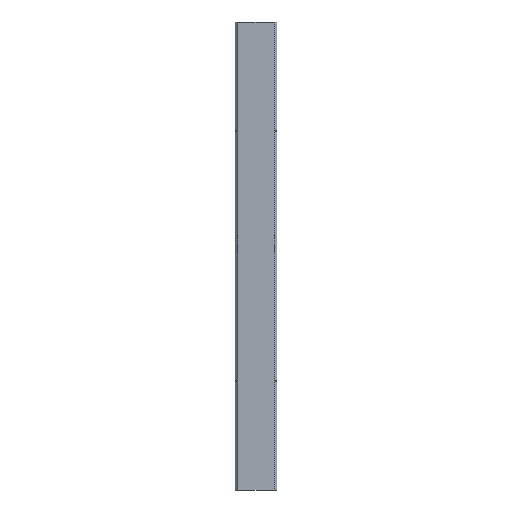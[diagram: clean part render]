
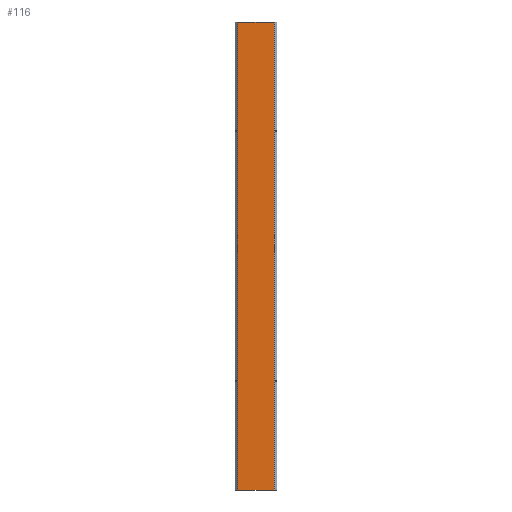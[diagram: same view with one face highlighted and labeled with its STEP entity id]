
A CAD part, front view. The second image highlights one B-rep face of the part: STEP entity #116.
In plain terms, the highlighted planar face has unit normal (0, -1, 0).
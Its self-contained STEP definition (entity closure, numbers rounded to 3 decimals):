
#19 = EDGE_CURVE ( 'NONE', #1157, #594, #991, .T. ) ;
#31 = CARTESIAN_POINT ( 'NONE',  ( -118., 0., -1500. ) ) ;
#87 = LINE ( 'NONE', #659, #1176 ) ;
#113 = CARTESIAN_POINT ( 'NONE',  ( -118., 0., 1500. ) ) ;
#116 = ADVANCED_FACE ( 'NONE', ( #537 ), #588, .T. ) ;
#117 = DIRECTION ( 'NONE',  ( 0., 0., -1. ) ) ;
#119 = ORIENTED_EDGE ( 'NONE', *, *, #465, .T. ) ;
#144 = ORIENTED_EDGE ( 'NONE', *, *, #769, .F. ) ;
#210 = CARTESIAN_POINT ( 'NONE',  ( 117.379, 0., -1500. ) ) ;
#253 = CARTESIAN_POINT ( 'NONE',  ( -118., 0., 1500. ) ) ;
#288 = VECTOR ( 'NONE', #687, 1000. ) ;
#295 = VERTEX_POINT ( 'NONE', #621 ) ;
#308 = VECTOR ( 'NONE', #117, 1000. ) ;
#309 = DIRECTION ( 'NONE',  ( 0., -1., 0. ) ) ;
#312 = EDGE_CURVE ( 'NONE', #1157, #705, #530, .T. ) ;
#379 = DIRECTION ( 'NONE',  ( 0., 0., -1. ) ) ;
#465 = EDGE_CURVE ( 'NONE', #705, #295, #87, .T. ) ;
#530 = LINE ( 'NONE', #253, #737 ) ;
#537 = FACE_OUTER_BOUND ( 'NONE', #799, .T. ) ;
#553 = DIRECTION ( 'NONE',  ( 0., 0., -1. ) ) ;
#588 = PLANE ( 'NONE',  #651 ) ;
#594 = VERTEX_POINT ( 'NONE', #210 ) ;
#621 = CARTESIAN_POINT ( 'NONE',  ( -117.379, 0., -1500. ) ) ;
#651 = AXIS2_PLACEMENT_3D ( 'NONE', #113, #309, #553 ) ;
#659 = CARTESIAN_POINT ( 'NONE',  ( -117.379, 0., 1500. ) ) ;
#687 = DIRECTION ( 'NONE',  ( -1., 0., 0. ) ) ;
#705 = VERTEX_POINT ( 'NONE', #886 ) ;
#737 = VECTOR ( 'NONE', #900, 1000. ) ;
#769 = EDGE_CURVE ( 'NONE', #594, #295, #970, .T. ) ;
#794 = ORIENTED_EDGE ( 'NONE', *, *, #19, .F. ) ;
#799 = EDGE_LOOP ( 'NONE', ( #144, #794, #1183, #119 ) ) ;
#859 = CARTESIAN_POINT ( 'NONE',  ( 117.379, 0., 1500. ) ) ;
#886 = CARTESIAN_POINT ( 'NONE',  ( -117.379, 0., 1500. ) ) ;
#900 = DIRECTION ( 'NONE',  ( -1., 0., 0. ) ) ;
#970 = LINE ( 'NONE', #31, #288 ) ;
#991 = LINE ( 'NONE', #859, #308 ) ;
#1152 = CARTESIAN_POINT ( 'NONE',  ( 117.379, 0., 1500. ) ) ;
#1157 = VERTEX_POINT ( 'NONE', #1152 ) ;
#1176 = VECTOR ( 'NONE', #379, 1000. ) ;
#1183 = ORIENTED_EDGE ( 'NONE', *, *, #312, .T. ) ;
